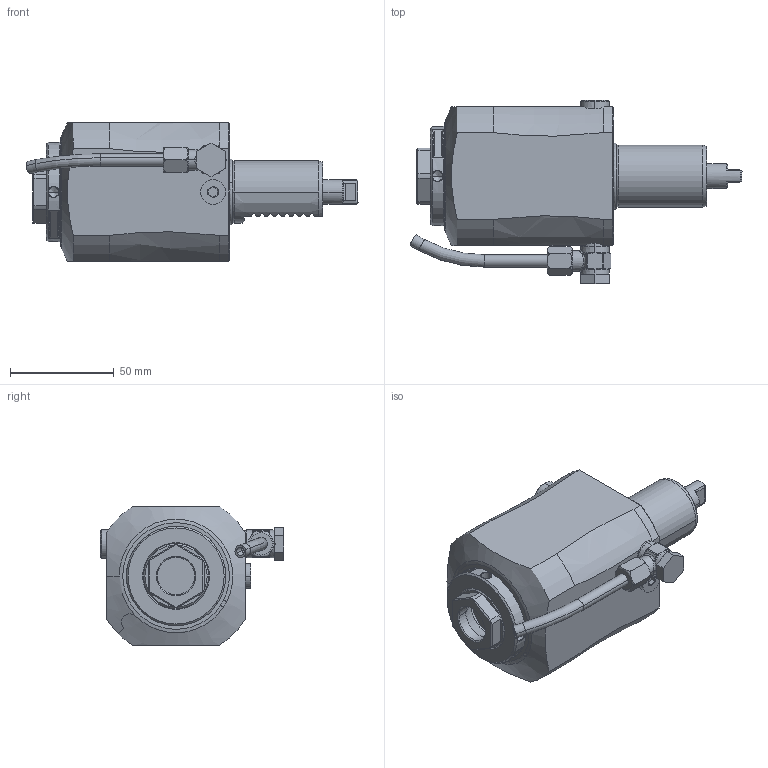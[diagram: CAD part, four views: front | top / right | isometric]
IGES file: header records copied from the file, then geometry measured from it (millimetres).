
Start section:  PTC IGES file: ngt1_30_125_25_3hd.igs
Global section: file name: ngt1_30_125_25_3hd.igs; native system: Pro/ENGINEER by Parametric Technology Corporation; preprocessor: 2010280; author: vali; organization: Unknown; date: 20220525.122041; units: millimetre
Bounding box: 160.33 x 88.4 x 67 mm (x, y, z)
Volume: 384494.7 mm3; surface area: 40935.9 mm2
Topology: 2 solids, 3 shells, 357 faces, 884 edges, 545 vertices
Faces by surface type: revolution 186, bspline 171
